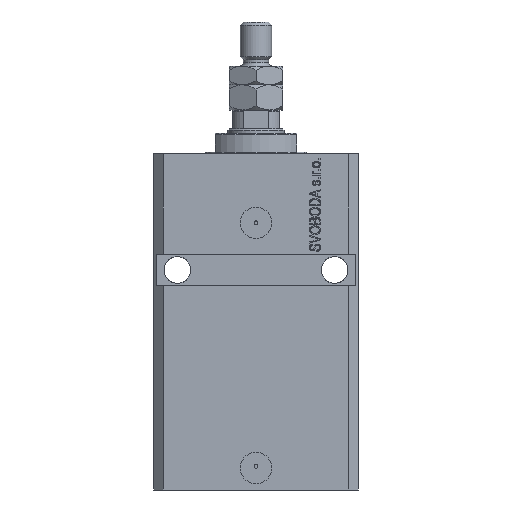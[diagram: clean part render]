
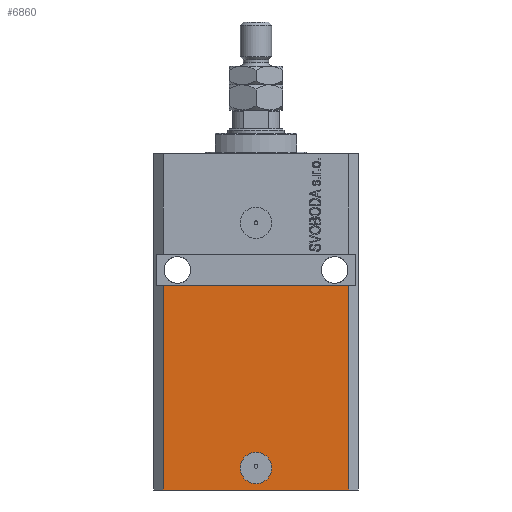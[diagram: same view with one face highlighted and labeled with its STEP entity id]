
A CAD part, front view. The second image highlights one B-rep face of the part: STEP entity #6860.
In plain terms, the highlighted planar face has unit normal (0, -1, 0).
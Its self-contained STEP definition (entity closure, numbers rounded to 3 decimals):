
#50 = CARTESIAN_POINT ( 'NONE',  ( 0., -22.5, -100. ) ) ;
#106 = DIRECTION ( 'NONE',  ( 1., 0., 0. ) ) ;
#735 = VERTEX_POINT ( 'NONE', #44503 ) ;
#2460 = CARTESIAN_POINT ( 'NONE',  ( 29.5, -22.5, -107. ) ) ;
#2779 = CARTESIAN_POINT ( 'NONE',  ( -29.5, -22.5, -42. ) ) ;
#3909 = LINE ( 'NONE', #44176, #10777 ) ;
#4288 = EDGE_LOOP ( 'NONE', ( #35980, #32038 ) ) ;
#4303 = CARTESIAN_POINT ( 'NONE',  ( -29.5, -22.5, -107. ) ) ;
#6840 = VECTOR ( 'NONE', #47813, 1000. ) ;
#6860 = ADVANCED_FACE ( 'NONE', ( #15144, #22532 ), #37547, .T. ) ;
#8664 = LINE ( 'NONE', #45872, #16055 ) ;
#10777 = VECTOR ( 'NONE', #24961, 1000. ) ;
#12716 = VERTEX_POINT ( 'NONE', #2779 ) ;
#12903 = CIRCLE ( 'NONE', #29450, 5. ) ;
#14168 = ORIENTED_EDGE ( 'NONE', *, *, #25538, .T. ) ;
#15144 = FACE_BOUND ( 'NONE', #4288, .T. ) ;
#16055 = VECTOR ( 'NONE', #20453, 1000. ) ;
#17695 = EDGE_CURVE ( 'NONE', #35686, #18130, #20061, .T. ) ;
#18130 = VERTEX_POINT ( 'NONE', #42103 ) ;
#18457 = EDGE_LOOP ( 'NONE', ( #30140, #40184, #14168, #23524 ) ) ;
#20061 = CIRCLE ( 'NONE', #46807, 5. ) ;
#20453 = DIRECTION ( 'NONE',  ( 1., 0., 0. ) ) ;
#22532 = FACE_OUTER_BOUND ( 'NONE', #18457, .T. ) ;
#23127 = CARTESIAN_POINT ( 'NONE',  ( 0., -22.5, -100. ) ) ;
#23524 = ORIENTED_EDGE ( 'NONE', *, *, #44813, .T. ) ;
#24961 = DIRECTION ( 'NONE',  ( 1., 0., 0. ) ) ;
#25086 = EDGE_CURVE ( 'NONE', #36352, #12716, #32769, .T. ) ;
#25538 = EDGE_CURVE ( 'NONE', #36352, #735, #3909, .T. ) ;
#27861 = CARTESIAN_POINT ( 'NONE',  ( -29.5, -22.5, -107. ) ) ;
#29450 = AXIS2_PLACEMENT_3D ( 'NONE', #23127, #38144, #46980 ) ;
#30140 = ORIENTED_EDGE ( 'NONE', *, *, #44730, .F. ) ;
#31587 = AXIS2_PLACEMENT_3D ( 'NONE', #4303, #41509, #106 ) ;
#32038 = ORIENTED_EDGE ( 'NONE', *, *, #46779, .F. ) ;
#32755 = LINE ( 'NONE', #2460, #45142 ) ;
#32769 = LINE ( 'NONE', #37701, #6840 ) ;
#35559 = VERTEX_POINT ( 'NONE', #41576 ) ;
#35686 = VERTEX_POINT ( 'NONE', #46457 ) ;
#35980 = ORIENTED_EDGE ( 'NONE', *, *, #17695, .F. ) ;
#36352 = VERTEX_POINT ( 'NONE', #27861 ) ;
#37247 = DIRECTION ( 'NONE',  ( 0., -1., 0. ) ) ;
#37547 = PLANE ( 'NONE',  #31587 ) ;
#37701 = CARTESIAN_POINT ( 'NONE',  ( -29.5, -22.5, -107. ) ) ;
#38144 = DIRECTION ( 'NONE',  ( 0., -1., 0. ) ) ;
#40184 = ORIENTED_EDGE ( 'NONE', *, *, #25086, .F. ) ;
#41509 = DIRECTION ( 'NONE',  ( 0., -1., 0. ) ) ;
#41576 = CARTESIAN_POINT ( 'NONE',  ( 29.5, -22.5, -42. ) ) ;
#42103 = CARTESIAN_POINT ( 'NONE',  ( -5., -22.5, -100. ) ) ;
#43601 = DIRECTION ( 'NONE',  ( 0., 0., 1. ) ) ;
#44176 = CARTESIAN_POINT ( 'NONE',  ( -29.5, -22.5, -107. ) ) ;
#44503 = CARTESIAN_POINT ( 'NONE',  ( 29.5, -22.5, -107. ) ) ;
#44730 = EDGE_CURVE ( 'NONE', #12716, #35559, #8664, .T. ) ;
#44813 = EDGE_CURVE ( 'NONE', #735, #35559, #32755, .T. ) ;
#45142 = VECTOR ( 'NONE', #43601, 1000. ) ;
#45872 = CARTESIAN_POINT ( 'NONE',  ( -32.5, -22.5, -42. ) ) ;
#46457 = CARTESIAN_POINT ( 'NONE',  ( 5., -22.5, -100. ) ) ;
#46779 = EDGE_CURVE ( 'NONE', #18130, #35686, #12903, .T. ) ;
#46807 = AXIS2_PLACEMENT_3D ( 'NONE', #50, #37247, #48344 ) ;
#46980 = DIRECTION ( 'NONE',  ( 1., 0., 0. ) ) ;
#47813 = DIRECTION ( 'NONE',  ( 0., 0., 1. ) ) ;
#48344 = DIRECTION ( 'NONE',  ( 1., 0., 0. ) ) ;
